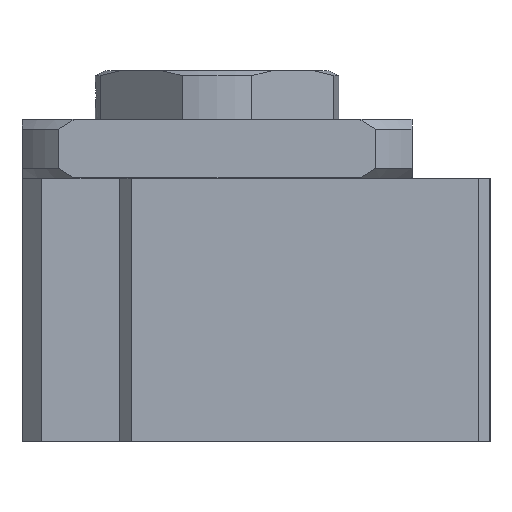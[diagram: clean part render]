
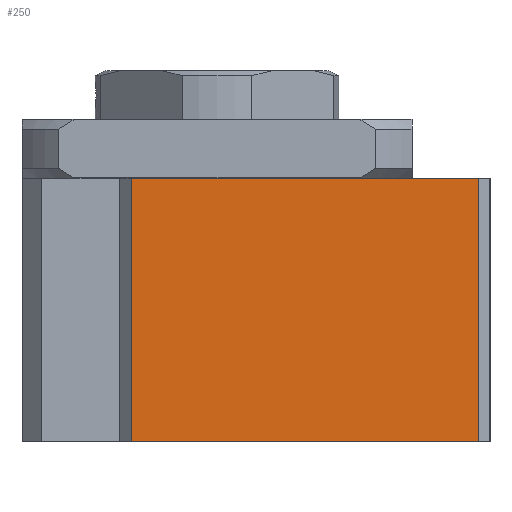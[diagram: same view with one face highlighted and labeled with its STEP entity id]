
A CAD part, left-side view. The second image highlights one B-rep face of the part: STEP entity #250.
In plain terms, the highlighted planar face has unit normal (-1, 0, 0).
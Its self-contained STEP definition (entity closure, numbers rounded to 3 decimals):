
#250 = ADVANCED_FACE( '', ( #556 ), #557, .T. );
#556 = FACE_OUTER_BOUND( '', #982, .T. );
#557 = PLANE( '', #983 );
#982 = EDGE_LOOP( '', ( #1774, #1775, #1776, #1777 ) );
#983 = AXIS2_PLACEMENT_3D( '', #1778, #1779, #1780 );
#1774 = ORIENTED_EDGE( '', *, *, #2396, .F. );
#1775 = ORIENTED_EDGE( '', *, *, #2562, .F. );
#1776 = ORIENTED_EDGE( '', *, *, #2563, .T. );
#1777 = ORIENTED_EDGE( '', *, *, #2564, .T. );
#1778 = CARTESIAN_POINT( '', ( -35., 8.8, -27. ) );
#1779 = DIRECTION( '', ( -1., 0., 0. ) );
#1780 = DIRECTION( '', ( 0., 0., 1. ) );
#2396 = EDGE_CURVE( '', #2799, #2801, #2802, .T. );
#2562 = EDGE_CURVE( '', #3101, #2799, #3102, .T. );
#2563 = EDGE_CURVE( '', #3101, #3103, #3104, .T. );
#2564 = EDGE_CURVE( '', #3103, #2801, #3105, .T. );
#2799 = VERTEX_POINT( '', #3988 );
#2801 = VERTEX_POINT( '', #3991 );
#2802 = LINE( '', #3992, #3993 );
#3101 = VERTEX_POINT( '', #4954 );
#3102 = LINE( '', #4955, #4956 );
#3103 = VERTEX_POINT( '', #4957 );
#3104 = LINE( '', #4958, #4959 );
#3105 = LINE( '', #4960, #4961 );
#3988 = CARTESIAN_POINT( '', ( -35., 8.8, 0. ) );
#3991 = CARTESIAN_POINT( '', ( -35., -26.8, 0. ) );
#3992 = CARTESIAN_POINT( '', ( -35., 8.8, 0. ) );
#3993 = VECTOR( '', #5318, 1000. );
#4954 = CARTESIAN_POINT( '', ( -35., 8.8, -27. ) );
#4955 = CARTESIAN_POINT( '', ( -35., 8.8, -27. ) );
#4956 = VECTOR( '', #5558, 1000. );
#4957 = CARTESIAN_POINT( '', ( -35., -26.8, -27. ) );
#4958 = CARTESIAN_POINT( '', ( -35., 8.8, -27. ) );
#4959 = VECTOR( '', #5559, 1000. );
#4960 = CARTESIAN_POINT( '', ( -35., -26.8, -27. ) );
#4961 = VECTOR( '', #5560, 1000. );
#5318 = DIRECTION( '', ( 0., -1., 0. ) );
#5558 = DIRECTION( '', ( 0., 0., 1. ) );
#5559 = DIRECTION( '', ( 0., -1., 0. ) );
#5560 = DIRECTION( '', ( 0., 0., 1. ) );
